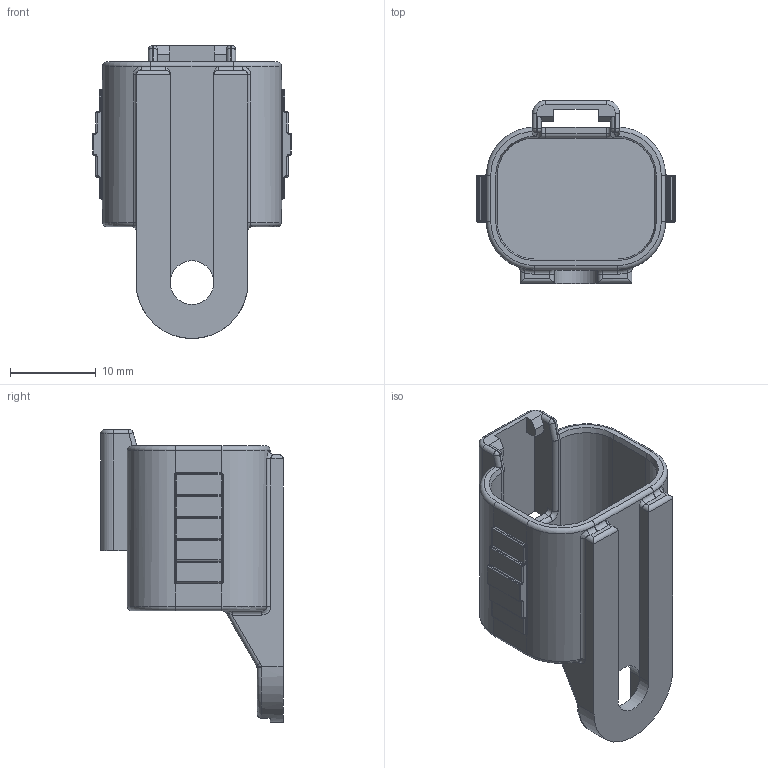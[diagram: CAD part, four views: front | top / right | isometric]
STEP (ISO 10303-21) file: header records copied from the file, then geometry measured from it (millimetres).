
FILE_DESCRIPTION((''),'2;1');
FILE_NAME('C-1011-346-0405','2013-01-31T',('workeradm'),('Tyco Electronics Ltd.'),'PRO/ENGINEER BY PARAMETRIC TECHNOLOGY CORPORATION, 2010430','PRO/ENGINEER BY PARAMETRIC TECHNOLOGY CORPORATION, 2010430','');
FILE_SCHEMA(('AUTOMOTIVE_DESIGN { 1 0 10303 214 1 1 1 1 }'));
Length unit declared in the file: millimetre
Products named in the file (1): C-1011-346-0405
Bounding box: 23.11 x 21.23 x 34.09 mm (x, y, z)
Volume: 2550.4 mm3; surface area: 3719.4 mm2
Topology: 1 solids, 1 shells, 304 faces, 714 edges, 408 vertices
Faces by surface type: cylinder 130, plane 74, torus 44, sphere 28, bspline 24, cone 4
Entity records: 12163 total; most frequent: CARTESIAN_POINT 2801, DIRECTION 1510, ORIENTED_EDGE 1428, PRESENTATION_STYLE_ASSIGNMENT 715, STYLED_ITEM 715, CURVE_STYLE 714, EDGE_CURVE 714, AXIS2_PLACEMENT_3D 584
